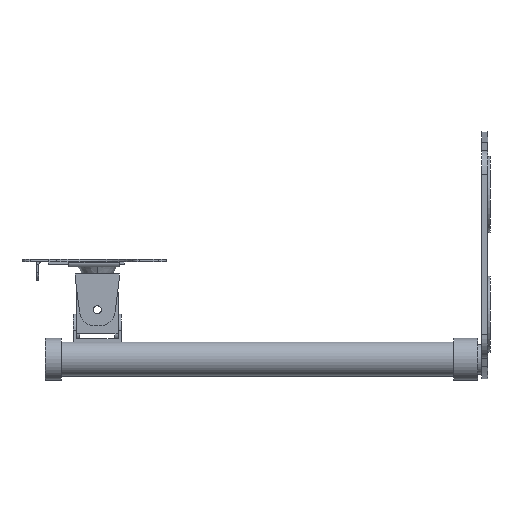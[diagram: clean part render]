
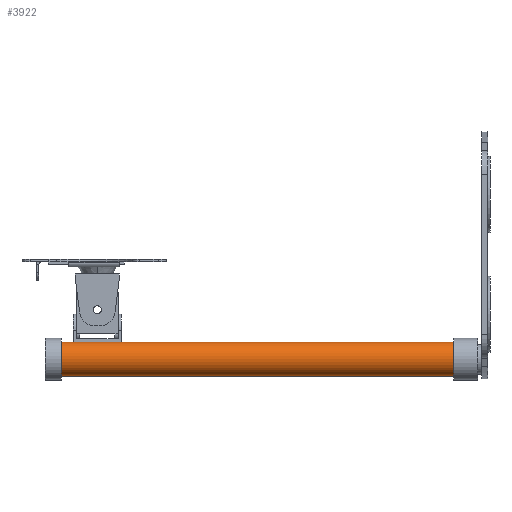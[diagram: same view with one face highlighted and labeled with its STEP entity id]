
A CAD part, left-side view. The second image highlights one B-rep face of the part: STEP entity #3922.
In plain terms, the highlighted cylindrical face has radius 13.589 mm (diameter 27.178 mm), a partial arc.
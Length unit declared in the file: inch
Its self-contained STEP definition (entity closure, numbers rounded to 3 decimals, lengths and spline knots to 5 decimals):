
#186 = AXIS2_PLACEMENT_3D ( 'NONE', #6183, #2693, #4934 ) ;
#192 = VECTOR ( 'NONE', #6069, 39.37008 ) ;
#266 = CARTESIAN_POINT ( 'NONE',  ( -0.595, 13.5, -0.535 ) ) ;
#343 = DIRECTION ( 'NONE',  ( 0., 0., -1. ) ) ;
#389 = ORIENTED_EDGE ( 'NONE', *, *, #489, .F. ) ;
#489 = EDGE_CURVE ( 'NONE', #680, #1916, #4049, .T. ) ;
#680 = VERTEX_POINT ( 'NONE', #1935 ) ;
#1138 = EDGE_CURVE ( 'NONE', #4351, #680, #6382, .T. ) ;
#1452 = VECTOR ( 'NONE', #4484, 39.37008 ) ;
#1453 = ORIENTED_EDGE ( 'NONE', *, *, #1138, .F. ) ;
#1546 = ORIENTED_EDGE ( 'NONE', *, *, #3032, .T. ) ;
#1916 = VERTEX_POINT ( 'NONE', #6748 ) ;
#1935 = CARTESIAN_POINT ( 'NONE',  ( -0.595, 13., 0.535 ) ) ;
#2248 = CIRCLE ( 'NONE', #186, 0.535 ) ;
#2626 = EDGE_CURVE ( 'NONE', #1916, #6204, #2248, .T. ) ;
#2693 = DIRECTION ( 'NONE',  ( 0., -1., 0. ) ) ;
#2883 = AXIS2_PLACEMENT_3D ( 'NONE', #4107, #4508, #4543 ) ;
#3032 = EDGE_CURVE ( 'NONE', #4351, #6204, #4627, .T. ) ;
#3611 = CYLINDRICAL_SURFACE ( 'NONE', #7192, 0.535 ) ;
#3922 = ADVANCED_FACE ( 'NONE', ( #6386 ), #3611, .T. ) ;
#4049 = LINE ( 'NONE', #6286, #1452 ) ;
#4107 = CARTESIAN_POINT ( 'NONE',  ( -0.595, 13., 0. ) ) ;
#4351 = VERTEX_POINT ( 'NONE', #4530 ) ;
#4484 = DIRECTION ( 'NONE',  ( 0., -1., 0. ) ) ;
#4508 = DIRECTION ( 'NONE',  ( 0., 1., 0. ) ) ;
#4530 = CARTESIAN_POINT ( 'NONE',  ( -0.595, 13., -0.535 ) ) ;
#4543 = DIRECTION ( 'NONE',  ( 0., 0., 1. ) ) ;
#4627 = LINE ( 'NONE', #266, #192 ) ;
#4701 = ORIENTED_EDGE ( 'NONE', *, *, #2626, .F. ) ;
#4934 = DIRECTION ( 'NONE',  ( 0., 0., -1. ) ) ;
#5888 = DIRECTION ( 'NONE',  ( 0., -1., 0. ) ) ;
#6069 = DIRECTION ( 'NONE',  ( 0., -1., 0. ) ) ;
#6183 = CARTESIAN_POINT ( 'NONE',  ( -0.595, 0.75, 0. ) ) ;
#6204 = VERTEX_POINT ( 'NONE', #6354 ) ;
#6220 = EDGE_LOOP ( 'NONE', ( #1453, #1546, #4701, #389 ) ) ;
#6286 = CARTESIAN_POINT ( 'NONE',  ( -0.595, 13.5, 0.535 ) ) ;
#6354 = CARTESIAN_POINT ( 'NONE',  ( -0.595, 0.75, -0.535 ) ) ;
#6382 = CIRCLE ( 'NONE', #2883, 0.535 ) ;
#6386 = FACE_OUTER_BOUND ( 'NONE', #6220, .T. ) ;
#6417 = CARTESIAN_POINT ( 'NONE',  ( -0.595, 13.5, 0. ) ) ;
#6748 = CARTESIAN_POINT ( 'NONE',  ( -0.595, 0.75, 0.535 ) ) ;
#7192 = AXIS2_PLACEMENT_3D ( 'NONE', #6417, #5888, #343 ) ;
